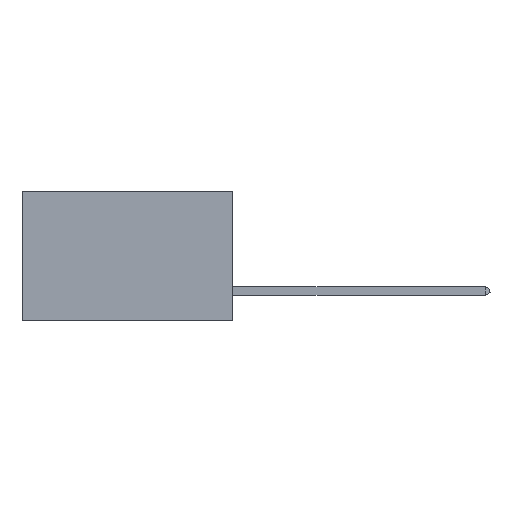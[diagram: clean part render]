
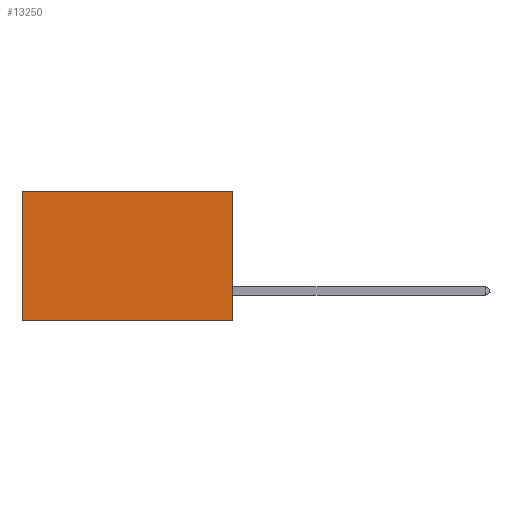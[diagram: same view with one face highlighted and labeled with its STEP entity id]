
A CAD part, left-side view. The second image highlights one B-rep face of the part: STEP entity #13250.
In plain terms, the highlighted planar face has unit normal (-1, 0, 0).
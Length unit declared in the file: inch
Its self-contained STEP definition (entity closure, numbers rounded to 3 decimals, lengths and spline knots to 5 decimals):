
#581 = CARTESIAN_POINT ( 'NONE',  ( 0.2875, 0., 0. ) ) ;
#1394 = DIRECTION ( 'NONE',  ( 0., 0., -1. ) ) ;
#1471 = DIRECTION ( 'NONE',  ( 1., 0., 0. ) ) ;
#3828 = EDGE_CURVE ( 'NONE', #6643, #5971, #15208, .T. ) ;
#3846 = DIRECTION ( 'NONE',  ( 0., 0., -1. ) ) ;
#4445 = EDGE_CURVE ( 'NONE', #7487, #5971, #11651, .T. ) ;
#5640 = DIRECTION ( 'NONE',  ( 0., 0., -1. ) ) ;
#5809 = ORIENTED_EDGE ( 'NONE', *, *, #20840, .F. ) ;
#5971 = VERTEX_POINT ( 'NONE', #15387 ) ;
#6614 = VECTOR ( 'NONE', #3846, 39.37008 ) ;
#6643 = VERTEX_POINT ( 'NONE', #11911 ) ;
#7046 = EDGE_CURVE ( 'NONE', #13645, #7487, #20188, .T. ) ;
#7487 = VERTEX_POINT ( 'NONE', #14809 ) ;
#8124 = CARTESIAN_POINT ( 'NONE',  ( 0.2875, 0., -0.37 ) ) ;
#9729 = LINE ( 'NONE', #23050, #15682 ) ;
#10795 = PLANE ( 'NONE',  #20714 ) ;
#11352 = CARTESIAN_POINT ( 'NONE',  ( 0.2875, 0.6, 0. ) ) ;
#11651 = LINE ( 'NONE', #11352, #6614 ) ;
#11911 = CARTESIAN_POINT ( 'NONE',  ( 0.2875, 0., -0.37 ) ) ;
#12907 = FACE_OUTER_BOUND ( 'NONE', #21382, .T. ) ;
#13250 = ADVANCED_FACE ( 'NONE', ( #12907 ), #10795, .F. ) ;
#13645 = VERTEX_POINT ( 'NONE', #581 ) ;
#13903 = ORIENTED_EDGE ( 'NONE', *, *, #7046, .T. ) ;
#14809 = CARTESIAN_POINT ( 'NONE',  ( 0.2875, 0.6, 0. ) ) ;
#15208 = LINE ( 'NONE', #8124, #19705 ) ;
#15387 = CARTESIAN_POINT ( 'NONE',  ( 0.2875, 0.6, -0.37 ) ) ;
#15682 = VECTOR ( 'NONE', #5640, 39.37008 ) ;
#19705 = VECTOR ( 'NONE', #21559, 39.37008 ) ;
#20188 = LINE ( 'NONE', #20719, #20786 ) ;
#20714 = AXIS2_PLACEMENT_3D ( 'NONE', #23895, #1471, #1394 ) ;
#20719 = CARTESIAN_POINT ( 'NONE',  ( 0.2875, 0., 0. ) ) ;
#20786 = VECTOR ( 'NONE', #24472, 39.37008 ) ;
#20840 = EDGE_CURVE ( 'NONE', #13645, #6643, #9729, .T. ) ;
#21382 = EDGE_LOOP ( 'NONE', ( #22360, #22128, #5809, #13903 ) ) ;
#21559 = DIRECTION ( 'NONE',  ( 0., 1., 0. ) ) ;
#22128 = ORIENTED_EDGE ( 'NONE', *, *, #3828, .F. ) ;
#22360 = ORIENTED_EDGE ( 'NONE', *, *, #4445, .T. ) ;
#23050 = CARTESIAN_POINT ( 'NONE',  ( 0.2875, 0., 0. ) ) ;
#23895 = CARTESIAN_POINT ( 'NONE',  ( 0.2875, 0., 0. ) ) ;
#24472 = DIRECTION ( 'NONE',  ( 0., 1., 0. ) ) ;
